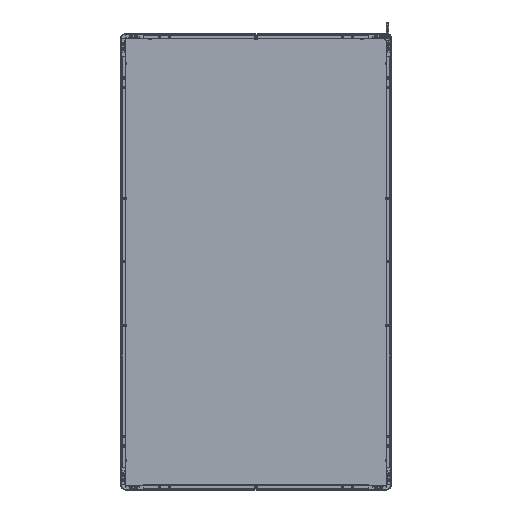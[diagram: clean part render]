
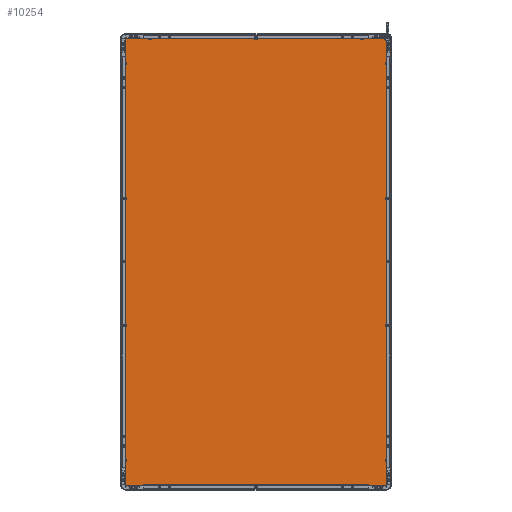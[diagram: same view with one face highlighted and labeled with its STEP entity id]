
A CAD part, top view. The second image highlights one B-rep face of the part: STEP entity #10254.
In plain terms, the highlighted face is planar.
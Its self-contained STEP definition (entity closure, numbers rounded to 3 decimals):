
#10035=CARTESIAN_POINT('',(462.3,4.,-270.3));
#10036=DIRECTION('',(0.,1.,0.));
#10037=DIRECTION('',(1.,0.,0.));
#10038=AXIS2_PLACEMENT_3D('',#10035,#10036,#10037);
#10040=DIRECTION('',(0.,0.,-1.));
#10041=VECTOR('',#10040,540.6);
#10042=CARTESIAN_POINT('',(469.8,4.,270.3));
#10043=LINE('',#10042,#10041);
#10044=CARTESIAN_POINT('',(462.3,4.,270.3));
#10045=DIRECTION('',(0.,1.,0.));
#10046=DIRECTION('',(0.,0.,1.));
#10047=AXIS2_PLACEMENT_3D('',#10044,#10045,#10046);
#10049=DIRECTION('',(1.,0.,0.));
#10050=VECTOR('',#10049,924.6);
#10051=CARTESIAN_POINT('',(-462.3,4.,277.8));
#10052=LINE('',#10051,#10050);
#10053=CARTESIAN_POINT('',(-462.3,4.,270.3));
#10054=DIRECTION('',(0.,1.,0.));
#10055=DIRECTION('',(-1.,0.,0.));
#10056=AXIS2_PLACEMENT_3D('',#10053,#10054,#10055);
#10058=DIRECTION('',(0.,0.,1.));
#10059=VECTOR('',#10058,540.6);
#10060=CARTESIAN_POINT('',(-469.8,4.,-270.3));
#10061=LINE('',#10060,#10059);
#10062=CARTESIAN_POINT('',(-462.3,4.,-270.3));
#10063=DIRECTION('',(0.,1.,0.));
#10064=DIRECTION('',(0.,0.,-1.));
#10065=AXIS2_PLACEMENT_3D('',#10062,#10063,#10064);
#10067=DIRECTION('',(-1.,0.,0.));
#10068=VECTOR('',#10067,924.6);
#10069=CARTESIAN_POINT('',(462.3,4.,-277.8));
#10070=LINE('',#10069,#10068);
#10075=CARTESIAN_POINT('',(469.8,4.,-270.3));
#10076=VERTEX_POINT('',#10075);
#10077=CARTESIAN_POINT('',(462.3,4.,-277.8));
#10078=VERTEX_POINT('',#10077);
#10083=CARTESIAN_POINT('',(-462.3,4.,-277.8));
#10084=VERTEX_POINT('',#10083);
#10085=CARTESIAN_POINT('',(-469.8,4.,-270.3));
#10086=VERTEX_POINT('',#10085);
#10091=CARTESIAN_POINT('',(462.3,4.,277.8));
#10092=VERTEX_POINT('',#10091);
#10093=CARTESIAN_POINT('',(469.8,4.,270.3));
#10094=VERTEX_POINT('',#10093);
#10099=CARTESIAN_POINT('',(-469.8,4.,270.3));
#10100=VERTEX_POINT('',#10099);
#10101=CARTESIAN_POINT('',(-462.3,4.,277.8));
#10102=VERTEX_POINT('',#10101);
#10239=CARTESIAN_POINT('',(0.,4.,0.));
#10240=DIRECTION('',(0.,1.,0.));
#10241=DIRECTION('',(1.,0.,0.));
#10242=AXIS2_PLACEMENT_3D('',#10239,#10240,#10241);
#10243=PLANE('',#10242);
#10244=ORIENTED_EDGE('',*,*,#10135,.F.);
#10245=ORIENTED_EDGE('',*,*,#10151,.F.);
#10246=ORIENTED_EDGE('',*,*,#10164,.F.);
#10247=ORIENTED_EDGE('',*,*,#10179,.F.);
#10248=ORIENTED_EDGE('',*,*,#10192,.F.);
#10249=ORIENTED_EDGE('',*,*,#10205,.F.);
#10250=ORIENTED_EDGE('',*,*,#10220,.F.);
#10251=ORIENTED_EDGE('',*,*,#10232,.F.);
#10252=EDGE_LOOP('',(#10244,#10245,#10246,#10247,#10248,#10249,#10250,#10251));
#10253=FACE_OUTER_BOUND('',#10252,.F.);
#10039=CIRCLE('',#10038,7.5);
#10048=CIRCLE('',#10047,7.5);
#10057=CIRCLE('',#10056,7.5);
#10066=CIRCLE('',#10065,7.5);
#10135=EDGE_CURVE('',#10076,#10078,#10039,.T.);
#10151=EDGE_CURVE('',#10094,#10076,#10043,.T.);
#10164=EDGE_CURVE('',#10092,#10094,#10048,.T.);
#10179=EDGE_CURVE('',#10102,#10092,#10052,.T.);
#10192=EDGE_CURVE('',#10100,#10102,#10057,.T.);
#10205=EDGE_CURVE('',#10086,#10100,#10061,.T.);
#10220=EDGE_CURVE('',#10084,#10086,#10066,.T.);
#10232=EDGE_CURVE('',#10078,#10084,#10070,.T.);
#10254=ADVANCED_FACE('',(#10253),#10243,.T.);
